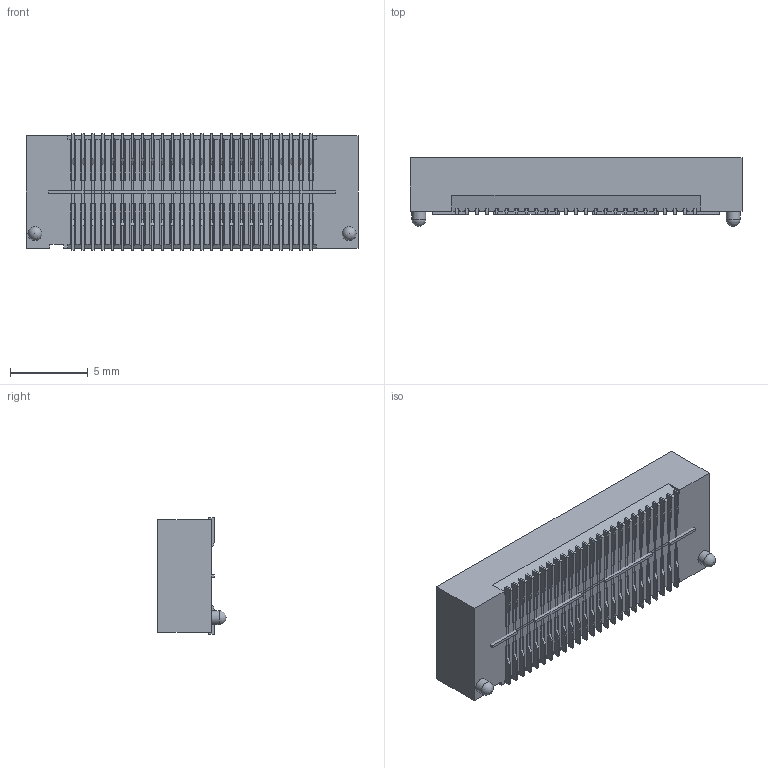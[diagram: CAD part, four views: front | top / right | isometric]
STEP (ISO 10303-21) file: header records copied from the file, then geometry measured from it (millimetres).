
FILE_DESCRIPTION(/* description */ ('STEP AP214'),/* implementation_level */ '2;1');
FILE_NAME(/* name */ 'QSS-025-01-L-D-A',/* time_stamp */ '2023-12-22T11:15:10+01:00',/* author */ ('License CC BY-ND 4.0'),/* organization */ ('CADENAS'),/* preprocessor_version */ 'ST-DEVELOPER v19.3',/* originating_system */ 'PARTsolutions',/* authorisation */ ' ');
FILE_SCHEMA (('AUTOMOTIVE_DESIGN {1 0 10303 214 3 1 1}'));
Products named in the file (4): QSS-025-01-L-D-A; PINQSS-C-126-21-025-D; QSS-GPT-1G2-01-025; TQSS-025-01-L-D-A
Assembly tree (3 placements, depth 2):
  QSS-025-01-L-D-A
    PINQSS-C-126-21-025-D
    QSS-GPT-1G2-01-025
    TQSS-025-01-L-D-A
Bounding box: 21.29 x 4.38 x 7.49 mm (x, y, z)
Volume: 292.6 mm3; surface area: 1517 mm2
Topology: 3 solids, 3 shells, 2025 faces, 6194 edges, 4130 vertices
Faces by surface type: plane 1511, cylinder 512, sphere 2
Full cylindrical faces by diameter (mm): 0.889 x2
Entity records: 69086 total; most frequent: ORIENTED_EDGE 12368, CARTESIAN_POINT 12337, DIRECTION 11458, EDGE_CURVE 6184, LINE 4968, VECTOR 4968, VERTEX_POINT 4124, AXIS2_PLACEMENT_3D 3245
